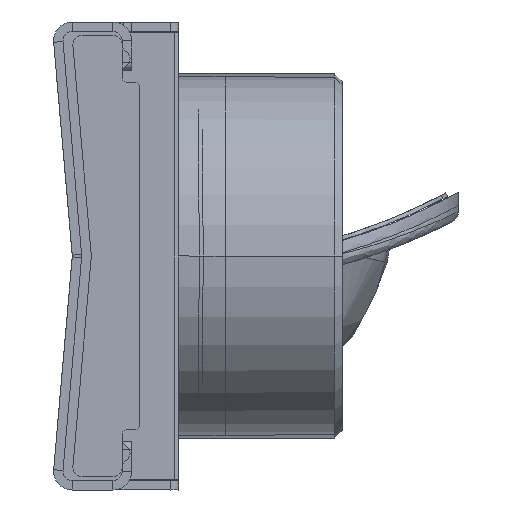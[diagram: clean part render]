
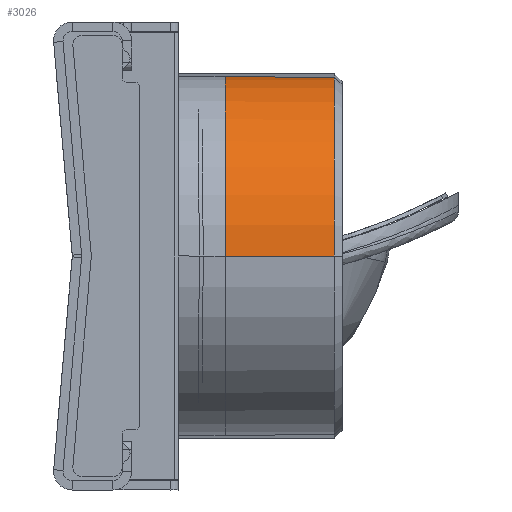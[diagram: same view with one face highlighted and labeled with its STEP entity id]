
A CAD part, left-side view. The second image highlights one B-rep face of the part: STEP entity #3026.
In plain terms, the highlighted free-form (B-spline) face has degree [1, 6] with [2, 7] control points.
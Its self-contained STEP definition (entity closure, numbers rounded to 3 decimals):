
#1936=CARTESIAN_POINT(' ',(-82.236,1.,22.922));
#1937=VERTEX_POINT(' ',#1936);
#1951=CARTESIAN_POINT(' ',(-82.,1.,0.));
#1956=DIRECTION(' ',(0.,1.,0.));
#1961=DIRECTION(' ',(-1.,0.,0.));
#1966=AXIS2_PLACEMENT_3D(' ',#1951,#1956,#1961);
#1971=CIRCLE('',#1966,22.923);
#1976=CARTESIAN_POINT(' ',(-104.923,1.,0.));
#1977=VERTEX_POINT(' ',#1976);
#1981=EDGE_CURVE(' ',#1977,#1937,#1971,.T.);
#2831=CARTESIAN_POINT(' ',(-104.972,15.,0.));
#2836=CARTESIAN_POINT(' ',(-104.972,15.,5.975));
#2841=CARTESIAN_POINT(' ',(-103.108,15.,11.949));
#2846=CARTESIAN_POINT(' ',(-99.376,15.,17.199));
#2851=CARTESIAN_POINT(' ',(-94.165,15.,20.984));
#2856=CARTESIAN_POINT(' ',(-88.211,15.,22.909));
#2861=CARTESIAN_POINT(' ',(-82.236,15.,22.971));
#2866=CARTESIAN_POINT(' ',(-104.923,1.,0.));
#2871=CARTESIAN_POINT(' ',(-104.923,1.,5.962));
#2876=CARTESIAN_POINT(' ',(-103.063,1.,11.924));
#2881=CARTESIAN_POINT(' ',(-99.339,1.,17.162));
#2886=CARTESIAN_POINT(' ',(-94.139,1.,20.939));
#2891=CARTESIAN_POINT(' ',(-88.197,1.,22.861));
#2896=CARTESIAN_POINT(' ',(-82.236,1.,22.922));
#2901=B_SPLINE_SURFACE_WITH_KNOTS(' ',1,6,((#2831,#2836,#2841,#2846,#2851,#2856,#2861),(#2866,#2871,#2876,#2881,#2886,#2891,#2896)),.UNSPECIFIED.,.F.,.F.,.U.,(2,2),(7,7),(0.,1.),(0.,1.),.UNSPECIFIED.);
#2906=CARTESIAN_POINT(' ',(-104.972,15.,0.));
#2911=DIRECTION(' ',(0.003,-1.,0.));
#2916=VECTOR(' ',#2911,1.);
#2921=LINE('',#2906,#2916);
#2926=CARTESIAN_POINT(' ',(-104.972,15.,0.));
#2927=VERTEX_POINT(' ',#2926);
#2931=EDGE_CURVE(' ',#2927,#1977,#2921,.T.);
#2936=ORIENTED_EDGE(' ',*,*,#2931,.T.);
#2941=ORIENTED_EDGE(' ',*,*,#1981,.T.);
#2946=CARTESIAN_POINT(' ',(-82.236,1.,22.922));
#2951=DIRECTION(' ',(0.,1.,0.003));
#2956=VECTOR(' ',#2951,1.);
#2961=LINE('',#2946,#2956);
#2966=CARTESIAN_POINT(' ',(-82.236,15.,22.971));
#2967=VERTEX_POINT(' ',#2966);
#2971=EDGE_CURVE(' ',#1937,#2967,#2961,.T.);
#2976=ORIENTED_EDGE(' ',*,*,#2971,.T.);
#2981=CARTESIAN_POINT(' ',(-82.,15.,0.));
#2986=DIRECTION(' ',(0.,1.,0.));
#2991=DIRECTION(' ',(-1.,0.,0.));
#2996=AXIS2_PLACEMENT_3D(' ',#2981,#2986,#2991);
#3001=CIRCLE('',#2996,22.972);
#3006=EDGE_CURVE(' ',#2927,#2967,#3001,.T.);
#3011=ORIENTED_EDGE(' ',*,*,#3006,.F.);
#3016=EDGE_LOOP(' ',(#2936,#2941,#2976,#3011));
#3021=FACE_OUTER_BOUND(' ',#3016,.T.);
#3026=ADVANCED_FACE('',(#3021),#2901,.T.);
